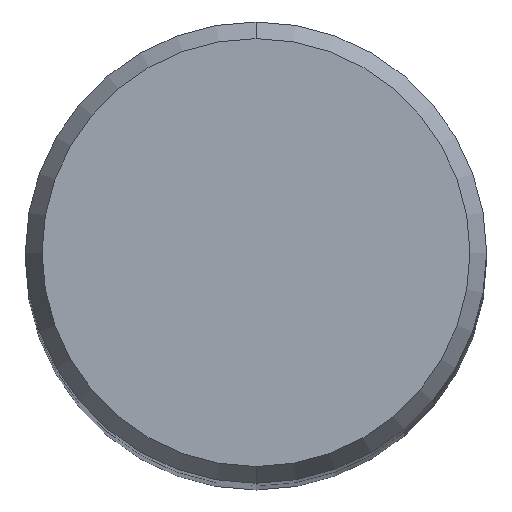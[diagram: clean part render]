
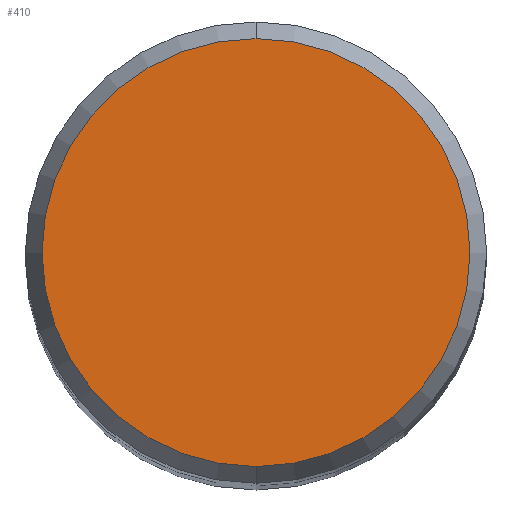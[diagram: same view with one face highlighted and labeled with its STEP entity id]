
A CAD part, top view. The second image highlights one B-rep face of the part: STEP entity #410.
In plain terms, the highlighted planar face has unit normal (0, 0, 1).
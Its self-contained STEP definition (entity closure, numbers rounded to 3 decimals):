
#252=EDGE_CURVE('',#352,#462,#591,.T.);
#352=VERTEX_POINT('',#700);
#392=EDGE_CURVE('',#462,#352,#746,.T.);
#410=ADVANCED_FACE('',(#768),#769,.T.);
#462=VERTEX_POINT('',#824);
#591=CIRCLE('',#1049,8.837);
#700=CARTESIAN_POINT('',(0.,-8.837,0.));
#746=CIRCLE('',#1467,8.837);
#768=FACE_OUTER_BOUND('',#1517,.T.);
#769=PLANE('',#1518);
#824=CARTESIAN_POINT('',(0.0,8.837,0.));
#1049=AXIS2_PLACEMENT_3D('',#1757,#1758,#1759);
#1467=AXIS2_PLACEMENT_3D('',#1939,#1940,#1941);
#1517=EDGE_LOOP('',(#1975,#1976));
#1518=AXIS2_PLACEMENT_3D('',#1977,#1978,#1979);
#1757=CARTESIAN_POINT('',(0.0,0.0,0.));
#1758=DIRECTION('',(0.0,0.0,-1.0));
#1759=DIRECTION('',(0.0,1.0,0.0));
#1939=CARTESIAN_POINT('',(0.0,0.0,0.));
#1940=DIRECTION('',(0.0,0.0,-1.0));
#1941=DIRECTION('',(0.0,1.0,0.0));
#1975=ORIENTED_EDGE('',*,*,#392,.F.);
#1976=ORIENTED_EDGE('',*,*,#252,.F.);
#1977=CARTESIAN_POINT('',(0.0,4.419,0.));
#1978=DIRECTION('',(-0.0,0.0,1.0));
#1979=DIRECTION('',(0.0,-1.0,0.0));
